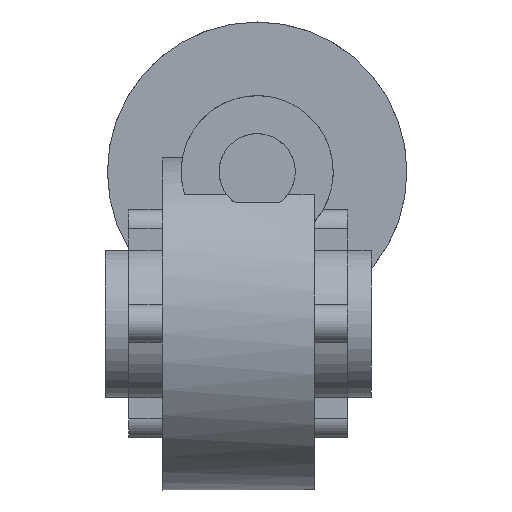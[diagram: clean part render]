
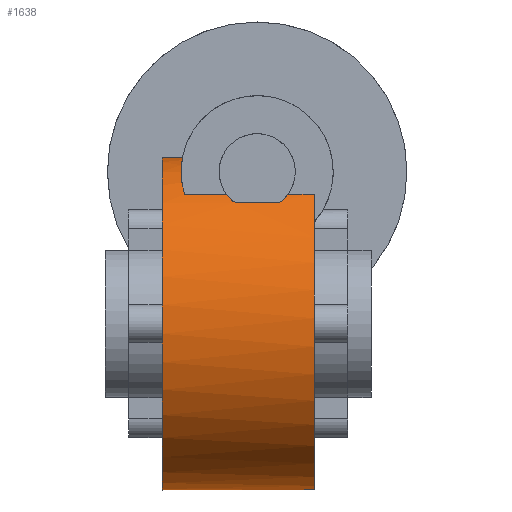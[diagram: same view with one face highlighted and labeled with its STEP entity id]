
A CAD part, front view. The second image highlights one B-rep face of the part: STEP entity #1638.
In plain terms, the highlighted cylindrical face has radius 35 mm (diameter 70 mm), a partial arc.
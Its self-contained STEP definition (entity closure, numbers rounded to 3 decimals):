
#45=B_SPLINE_CURVE_WITH_KNOTS('',3,(#2692,#2693,#2694,#2695),
 .UNSPECIFIED.,.F.,.F.,(4,4),(0.,0.003),.UNSPECIFIED.);
#46=B_SPLINE_CURVE_WITH_KNOTS('',3,(#2699,#2700,#2701,#2702),
 .UNSPECIFIED.,.F.,.F.,(4,4),(0.,0.003),.UNSPECIFIED.);
#48=B_SPLINE_CURVE_WITH_KNOTS('',3,(#2766,#2767,#2768,#2769,#2770,#2771,
#2772,#2773,#2774,#2775,#2776,#2777,#2778,#2779,#2780,#2781,#2782),
 .UNSPECIFIED.,.F.,.F.,(4,1,1,1,1,1,1,1,1,1,1,1,1,1,4),(0.,0.007,
0.011,0.015,0.019,0.022,
0.03,0.033,0.037,0.041,
0.044,0.048,0.052,0.056,
0.059),.UNSPECIFIED.);
#49=B_SPLINE_CURVE_WITH_KNOTS('',3,(#2785,#2786,#2787,#2788,#2789,#2790,
#2791,#2792,#2793),.UNSPECIFIED.,.F.,.F.,(4,1,1,1,1,1,4),(0.,0.008,
0.013,0.017,0.025,0.03,
0.034),.UNSPECIFIED.);
#92=LINE('',#2687,#194);
#107=LINE('',#2756,#209);
#108=LINE('',#2758,#210);
#110=LINE('',#2784,#212);
#194=VECTOR('',#2160,1000.);
#209=VECTOR('',#2221,1000.);
#210=VECTOR('',#2222,1000.);
#212=VECTOR('',#2230,1000.);
#274=CYLINDRICAL_SURFACE('',#1850,35.);
#492=ORIENTED_EDGE('',*,*,#848,.F.);
#493=ORIENTED_EDGE('',*,*,#845,.F.);
#494=ORIENTED_EDGE('',*,*,#816,.T.);
#495=ORIENTED_EDGE('',*,*,#814,.F.);
#496=ORIENTED_EDGE('',*,*,#818,.T.);
#497=ORIENTED_EDGE('',*,*,#844,.F.);
#498=ORIENTED_EDGE('',*,*,#849,.T.);
#499=ORIENTED_EDGE('',*,*,#850,.F.);
#500=ORIENTED_EDGE('',*,*,#825,.T.);
#501=ORIENTED_EDGE('',*,*,#851,.F.);
#814=EDGE_CURVE('',#1012,#1013,#92,.T.);
#816=EDGE_CURVE('',#1014,#1013,#45,.T.);
#818=EDGE_CURVE('',#1012,#1015,#46,.T.);
#825=EDGE_CURVE('',#1019,#1018,#1148,.T.);
#844=EDGE_CURVE('',#1031,#1015,#107,.T.);
#845=EDGE_CURVE('',#1014,#1032,#108,.T.);
#848=EDGE_CURVE('',#1032,#1034,#1153,.T.);
#849=EDGE_CURVE('',#1031,#1035,#48,.T.);
#850=EDGE_CURVE('',#1019,#1035,#110,.T.);
#851=EDGE_CURVE('',#1034,#1018,#49,.T.);
#1012=VERTEX_POINT('',#2688);
#1013=VERTEX_POINT('',#2689);
#1014=VERTEX_POINT('',#2696);
#1015=VERTEX_POINT('',#2698);
#1018=VERTEX_POINT('',#2713);
#1019=VERTEX_POINT('',#2715);
#1031=VERTEX_POINT('',#2757);
#1032=VERTEX_POINT('',#2759);
#1034=VERTEX_POINT('',#2765);
#1035=VERTEX_POINT('',#2783);
#1148=CIRCLE('',#1836,35.);
#1153=CIRCLE('',#1851,35.);
#1270=EDGE_LOOP('',(#492,#493,#494,#495,#496,#497,#498,#499,#500,#501));
#1439=FACE_BOUND('',#1270,.T.);
#1638=ADVANCED_FACE('',(#1439),#274,.T.);
#1836=AXIS2_PLACEMENT_3D('',#2714,#2182,#2183);
#1850=AXIS2_PLACEMENT_3D('',#2763,#2226,#2227);
#1851=AXIS2_PLACEMENT_3D('',#2764,#2228,#2229);
#2160=DIRECTION('',(1.,0.,0.));
#2182=DIRECTION('',(1.,0.,0.));
#2183=DIRECTION('',(0.,1.,0.));
#2221=DIRECTION('',(1.,0.,0.));
#2222=DIRECTION('',(1.,0.,0.));
#2226=DIRECTION('',(1.,0.,0.));
#2227=DIRECTION('',(0.,0.,1.));
#2228=DIRECTION('',(1.,0.,0.));
#2229=DIRECTION('',(0.,1.,0.));
#2230=DIRECTION('',(1.,0.,0.));
#2687=CARTESIAN_POINT('',(-20.,-53.,-6.525));
#2688=CARTESIAN_POINT('',(-4.629,-53.,-6.525));
#2689=CARTESIAN_POINT('',(4.629,-53.,-6.525));
#2692=CARTESIAN_POINT('',(6.416,-51.,-4.779));
#2693=CARTESIAN_POINT('',(5.958,-51.761,-5.394));
#2694=CARTESIAN_POINT('',(5.383,-52.433,-5.99));
#2695=CARTESIAN_POINT('',(4.629,-53.,-6.525));
#2696=CARTESIAN_POINT('',(6.416,-51.,-4.779));
#2698=CARTESIAN_POINT('',(-6.416,-51.,-4.779));
#2699=CARTESIAN_POINT('',(-4.629,-53.,-6.525));
#2700=CARTESIAN_POINT('',(-5.383,-52.433,-5.99));
#2701=CARTESIAN_POINT('',(-5.958,-51.761,-5.394));
#2702=CARTESIAN_POINT('',(-6.416,-51.,-4.779));
#2713=CARTESIAN_POINT('',(-20.,5.151,-24.336));
#2714=CARTESIAN_POINT('',(-20.,-29.,-32.));
#2715=CARTESIAN_POINT('',(-20.,0.,-12.404));
#2756=CARTESIAN_POINT('',(-20.,-51.,-4.779));
#2757=CARTESIAN_POINT('',(-15.27,-51.,-4.779));
#2758=CARTESIAN_POINT('',(-20.,-51.,-4.779));
#2759=CARTESIAN_POINT('',(12.,-51.,-4.779));
#2763=CARTESIAN_POINT('',(-20.,-29.,-32.));
#2764=CARTESIAN_POINT('',(12.,-29.,-32.));
#2765=CARTESIAN_POINT('',(12.,5.882,-29.125));
#2766=CARTESIAN_POINT('',(-15.27,-51.,-4.779));
#2767=CARTESIAN_POINT('',(-15.753,-49.091,-3.235));
#2768=CARTESIAN_POINT('',(-16.017,-45.978,-1.216));
#2769=CARTESIAN_POINT('',(-15.998,-41.409,0.797));
#2770=CARTESIAN_POINT('',(-15.894,-37.899,1.916));
#2771=CARTESIAN_POINT('',(-15.779,-34.272,2.668));
#2772=CARTESIAN_POINT('',(-15.686,-29.301,3.152));
#2773=CARTESIAN_POINT('',(-15.754,-24.405,2.852));
#2774=CARTESIAN_POINT('',(-15.913,-19.526,1.762));
#2775=CARTESIAN_POINT('',(-16.008,-16.029,0.577));
#2776=CARTESIAN_POINT('',(-16.002,-12.679,-0.963));
#2777=CARTESIAN_POINT('',(-15.784,-9.456,-2.886));
#2778=CARTESIAN_POINT('',(-15.237,-6.525,-5.087));
#2779=CARTESIAN_POINT('',(-14.199,-3.869,-7.555));
#2780=CARTESIAN_POINT('',(-12.568,-1.661,-10.07));
#2781=CARTESIAN_POINT('',(-11.002,-0.493,-11.674));
#2782=CARTESIAN_POINT('',(-10.106,0.,-12.404));
#2783=CARTESIAN_POINT('',(-10.106,0.,-12.404));
#2784=CARTESIAN_POINT('',(-20.,0.,-12.404));
#2785=CARTESIAN_POINT('',(12.,5.882,-29.125));
#2786=CARTESIAN_POINT('',(9.356,5.971,-30.214));
#2787=CARTESIAN_POINT('',(5.269,5.993,-31.285));
#2788=CARTESIAN_POINT('',(-0.461,5.998,-31.593));
#2789=CARTESIAN_POINT('',(-6.074,5.991,-31.135));
#2790=CARTESIAN_POINT('',(-11.611,5.947,-29.52));
#2791=CARTESIAN_POINT('',(-16.58,5.65,-26.895));
#2792=CARTESIAN_POINT('',(-18.905,5.353,-25.236));
#2793=CARTESIAN_POINT('',(-20.,5.151,-24.336));
